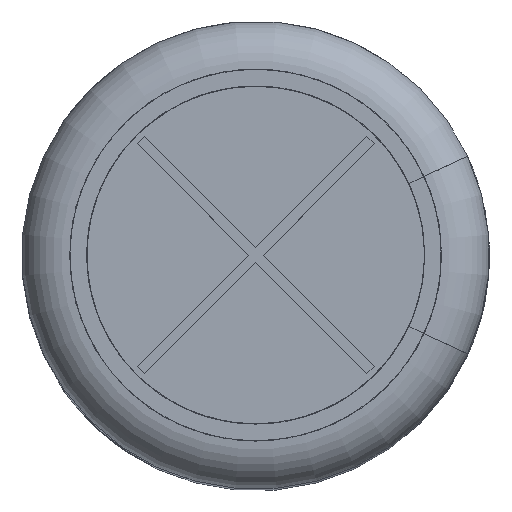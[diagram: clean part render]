
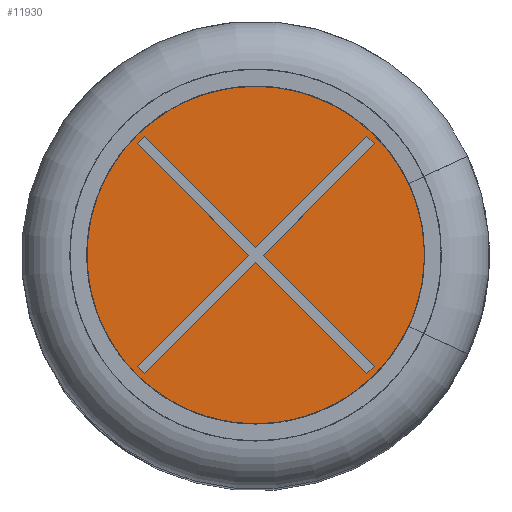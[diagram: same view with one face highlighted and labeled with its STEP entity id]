
A CAD part, top view. The second image highlights one B-rep face of the part: STEP entity #11930.
In plain terms, the highlighted planar face has unit normal (0, 0, 1).
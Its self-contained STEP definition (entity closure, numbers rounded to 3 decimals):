
#444=CIRCLE('',#12470,8.744);
#909=ORIENTED_EDGE('',*,*,#3340,.T.);
#910=ORIENTED_EDGE('',*,*,#3363,.T.);
#911=ORIENTED_EDGE('',*,*,#3361,.T.);
#912=ORIENTED_EDGE('',*,*,#3359,.T.);
#913=ORIENTED_EDGE('',*,*,#3357,.T.);
#914=ORIENTED_EDGE('',*,*,#3355,.T.);
#915=ORIENTED_EDGE('',*,*,#3353,.T.);
#916=ORIENTED_EDGE('',*,*,#3351,.T.);
#917=ORIENTED_EDGE('',*,*,#3349,.T.);
#918=ORIENTED_EDGE('',*,*,#3347,.T.);
#919=ORIENTED_EDGE('',*,*,#3345,.T.);
#920=ORIENTED_EDGE('',*,*,#3343,.T.);
#921=ORIENTED_EDGE('',*,*,#3380,.F.);
#3340=EDGE_CURVE('',#4589,#4590,#5444,.T.);
#3343=EDGE_CURVE('',#4591,#4589,#5447,.T.);
#3345=EDGE_CURVE('',#4592,#4591,#5449,.T.);
#3347=EDGE_CURVE('',#4593,#4592,#5451,.T.);
#3349=EDGE_CURVE('',#4594,#4593,#5453,.T.);
#3351=EDGE_CURVE('',#4595,#4594,#5455,.T.);
#3353=EDGE_CURVE('',#4596,#4595,#5457,.T.);
#3355=EDGE_CURVE('',#4597,#4596,#5459,.T.);
#3357=EDGE_CURVE('',#4598,#4597,#5461,.T.);
#3359=EDGE_CURVE('',#4599,#4598,#5463,.T.);
#3361=EDGE_CURVE('',#4600,#4599,#5465,.T.);
#3363=EDGE_CURVE('',#4590,#4600,#5467,.T.);
#3380=EDGE_CURVE('',#4617,#4617,#444,.T.);
#4589=VERTEX_POINT('',#15527);
#4590=VERTEX_POINT('',#15528);
#4591=VERTEX_POINT('',#15533);
#4592=VERTEX_POINT('',#15537);
#4593=VERTEX_POINT('',#15541);
#4594=VERTEX_POINT('',#15545);
#4595=VERTEX_POINT('',#15549);
#4596=VERTEX_POINT('',#15553);
#4597=VERTEX_POINT('',#15557);
#4598=VERTEX_POINT('',#15561);
#4599=VERTEX_POINT('',#15565);
#4600=VERTEX_POINT('',#15569);
#4617=VERTEX_POINT('',#15615);
#5444=LINE('',#15526,#6094);
#5447=LINE('',#15532,#6097);
#5449=LINE('',#15536,#6099);
#5451=LINE('',#15540,#6101);
#5453=LINE('',#15544,#6103);
#5455=LINE('',#15548,#6105);
#5457=LINE('',#15552,#6107);
#5459=LINE('',#15556,#6109);
#5461=LINE('',#15560,#6111);
#5463=LINE('',#15564,#6113);
#5465=LINE('',#15568,#6115);
#5467=LINE('',#15572,#6117);
#6094=VECTOR('',#13255,1000.);
#6097=VECTOR('',#13260,1000.);
#6099=VECTOR('',#13264,1000.);
#6101=VECTOR('',#13268,1000.);
#6103=VECTOR('',#13272,1000.);
#6105=VECTOR('',#13276,1000.);
#6107=VECTOR('',#13280,1000.);
#6109=VECTOR('',#13284,1000.);
#6111=VECTOR('',#13288,1000.);
#6113=VECTOR('',#13292,1000.);
#6115=VECTOR('',#13296,1000.);
#6117=VECTOR('',#13300,1000.);
#6764=EDGE_LOOP('',(#909,#910,#911,#912,#913,#914,#915,#916,#917,#918,#919,
#920));
#6765=EDGE_LOOP('',(#921));
#7396=FACE_BOUND('',#6764,.T.);
#7397=FACE_BOUND('',#6765,.T.);
#8014=PLANE('',#12471);
#11930=ADVANCED_FACE('',(#7396,#7397),#8014,.T.);
#12470=AXIS2_PLACEMENT_3D('',#15614,#13351,#13352);
#12471=AXIS2_PLACEMENT_3D('',#15616,#13353,#13354);
#13255=DIRECTION('',(0.707,0.707,0.));
#13260=DIRECTION('',(-0.707,0.707,0.));
#13264=DIRECTION('',(0.707,0.707,0.));
#13268=DIRECTION('',(-0.707,0.707,0.));
#13272=DIRECTION('',(-0.707,-0.707,0.));
#13276=DIRECTION('',(-0.707,0.707,0.));
#13280=DIRECTION('',(-0.707,-0.707,0.));
#13284=DIRECTION('',(0.707,-0.707,0.));
#13288=DIRECTION('',(-0.707,-0.707,0.));
#13292=DIRECTION('',(0.707,-0.707,0.));
#13296=DIRECTION('',(0.707,0.707,0.));
#13300=DIRECTION('',(0.707,-0.707,0.));
#13351=DIRECTION('',(0.,0.,-1.));
#13352=DIRECTION('',(-1.,0.,0.));
#13353=DIRECTION('',(0.,0.,1.));
#13354=DIRECTION('',(1.,0.,0.));
#15526=CARTESIAN_POINT('',(-5.226,5.572,50.78));
#15527=CARTESIAN_POINT('',(-5.572,5.226,50.78));
#15528=CARTESIAN_POINT('',(-5.226,5.572,50.78));
#15532=CARTESIAN_POINT('',(-0.346,0.,50.78));
#15533=CARTESIAN_POINT('',(-0.346,0.,50.78));
#15536=CARTESIAN_POINT('',(-0.346,0.,50.78));
#15537=CARTESIAN_POINT('',(-5.572,-5.226,50.78));
#15540=CARTESIAN_POINT('',(-5.226,-5.572,50.78));
#15541=CARTESIAN_POINT('',(-5.226,-5.572,50.78));
#15544=CARTESIAN_POINT('',(0.,-0.346,50.78));
#15545=CARTESIAN_POINT('',(0.,-0.346,50.78));
#15548=CARTESIAN_POINT('',(0.,-0.346,50.78));
#15549=CARTESIAN_POINT('',(5.226,-5.572,50.78));
#15552=CARTESIAN_POINT('',(5.572,-5.226,50.78));
#15553=CARTESIAN_POINT('',(5.572,-5.226,50.78));
#15556=CARTESIAN_POINT('',(0.346,0.,50.78));
#15557=CARTESIAN_POINT('',(0.346,0.,50.78));
#15560=CARTESIAN_POINT('',(0.346,0.,50.78));
#15561=CARTESIAN_POINT('',(5.572,5.226,50.78));
#15564=CARTESIAN_POINT('',(5.572,5.226,50.78));
#15565=CARTESIAN_POINT('',(5.226,5.572,50.78));
#15568=CARTESIAN_POINT('',(0.,0.346,50.78));
#15569=CARTESIAN_POINT('',(0.,0.346,50.78));
#15572=CARTESIAN_POINT('',(0.,0.346,50.78));
#15614=CARTESIAN_POINT('',(0.,0.,50.78));
#15615=CARTESIAN_POINT('',(-8.744,0.,50.78));
#15616=CARTESIAN_POINT('',(-8.744,0.,50.78));
